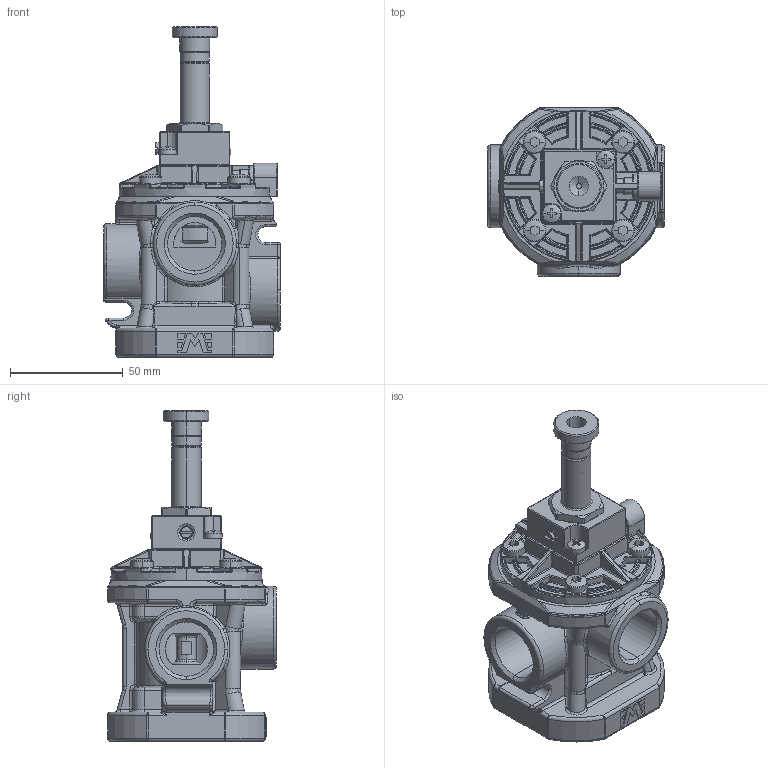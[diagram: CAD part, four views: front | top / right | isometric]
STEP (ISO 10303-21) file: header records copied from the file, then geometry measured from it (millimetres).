
FILE_DESCRIPTION (( 'STEP AP214' ), '1' );
FILE_NAME ('MF-G3040.STEP', '2019-10-14T07:29:40', ( '' ), ( '' ), 'SwSTEP 2.0', 'SolidWorks 2019', '' );
FILE_SCHEMA (( 'AUTOMOTIVE_DESIGN' ));
Length unit declared in the file: millimetre
Products named in the file (1): MF-G3040
Bounding box: 78.5 x 75 x 146.9 mm (x, y, z)
Volume: 237253.9 mm3; surface area: 82658.1 mm2
Topology: 2 solids, 2 shells, 2494 faces, 6534 edges, 3878 vertices
Faces by surface type: cylinder 761, plane 663, torus 340, cone 318, bspline 295, sphere 117
Entity records: 93824 total; most frequent: CARTESIAN_POINT 35001, ORIENTED_EDGE 12826, DIRECTION 12119, EDGE_CURVE 6413, AXIS2_PLACEMENT_3D 4919, VERTEX_POINT 3856, CIRCLE 2719, EDGE_LOOP 2575
